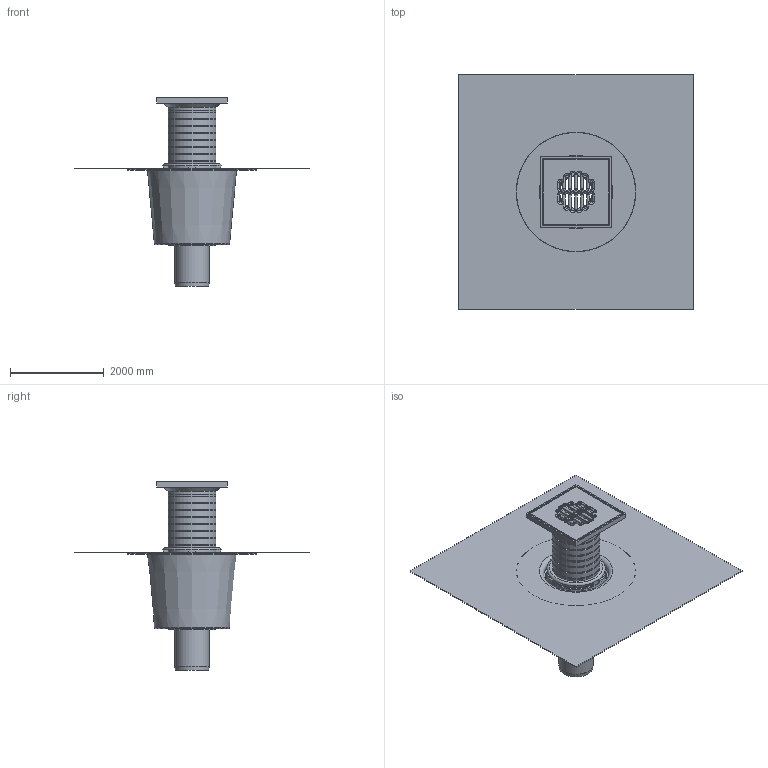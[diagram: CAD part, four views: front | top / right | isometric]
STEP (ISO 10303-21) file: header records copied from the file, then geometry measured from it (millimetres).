
FILE_DESCRIPTION(/* description */ (''),/* implementation_level */ '2;1');
FILE_NAME(/* name */ '16391.070X_3D.stp',/* time_stamp */ '2025-01-06T10:03:01+01:00',/* author */ ('c.rudolph'),/* organization */ (''),/* preprocessor_version */ 'ST-DEVELOPER v20',/* originating_system */ 'AutoCAD Mechanical',/* authorisation */ '');
FILE_SCHEMA (('AUTOMOTIVE_DESIGN { 1 0 10303 214 3 1 1 }'));
Length unit declared in the file: centimetre
Products named in the file (2): Product; *S0
Assembly tree (1 placements, depth 2):
  Product
    *S0
Bounding box: 5000 x 5000 x 4010.81 mm (x, y, z)
Volume: 2665976871.6 mm3; surface area: 123236689.2 mm2
Topology: 12 solids, 13 shells, 550 faces, 1302 edges, 793 vertices
Faces by surface type: plane 221, cylinder 174, torus 96, cone 51, sphere 8
Full cylindrical faces by diameter (mm): 35 x4, 40 x3, 80 x4, 100 x1, 698 x2, 730 x4, 960 x1, 1000 x1, 1010 x8, 1020 x10, 1024 x1, 1140 x1, 1150 x1, 1160 x2, 1180 x1, 1200 x3, 1250 x1, 1400 x2, 1430 x2, 1460 x1, 1470 x1
Entity records: 16625 total; most frequent: CARTESIAN_POINT 3386, DIRECTION 3002, ORIENTED_EDGE 2602, EDGE_CURVE 1301, AXIS2_PLACEMENT_3D 1224, VERTEX_POINT 791, CIRCLE 655, EDGE_LOOP 620
